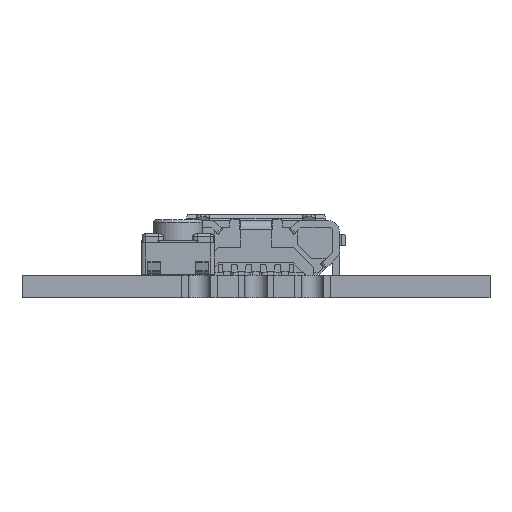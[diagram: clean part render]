
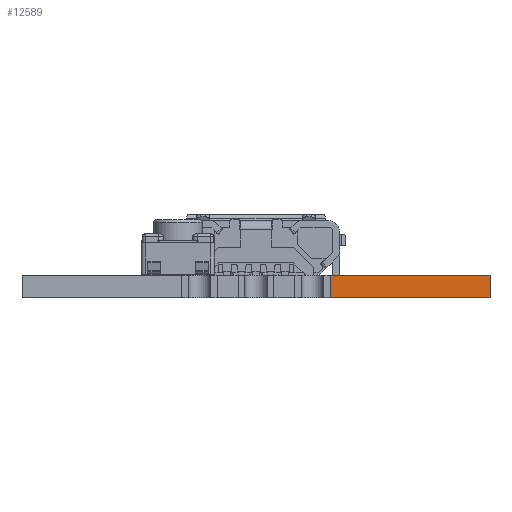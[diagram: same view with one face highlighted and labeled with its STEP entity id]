
A CAD part, front view. The second image highlights one B-rep face of the part: STEP entity #12589.
In plain terms, the highlighted planar face has unit normal (0, -1, 0).
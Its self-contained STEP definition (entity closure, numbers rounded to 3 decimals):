
#7768 = VERTEX_POINT('',#7769);
#7769 = CARTESIAN_POINT('',(3.34,-25.507,1.));
#7775 = EDGE_CURVE('',#7768,#7776,#7778,.T.);
#7776 = VERTEX_POINT('',#7777);
#7777 = CARTESIAN_POINT('',(10.5,-25.507,1.));
#7778 = LINE('',#7779,#7780);
#7779 = CARTESIAN_POINT('',(-10.5,-25.507,1.));
#7780 = VECTOR('',#7781,1.);
#7781 = DIRECTION('',(1.,0.,0.));
#10361 = EDGE_CURVE('',#10362,#7776,#10364,.T.);
#10362 = VERTEX_POINT('',#10363);
#10363 = CARTESIAN_POINT('',(10.5,-25.507,0.));
#10364 = LINE('',#10365,#10366);
#10365 = CARTESIAN_POINT('',(10.5,-25.507,0.));
#10366 = VECTOR('',#10367,1.);
#10367 = DIRECTION('',(0.,0.,1.));
#12548 = VERTEX_POINT('',#12549);
#12549 = CARTESIAN_POINT('',(3.34,-25.507,0.));
#12555 = EDGE_CURVE('',#7768,#12548,#12556,.T.);
#12556 = LINE('',#12557,#12558);
#12557 = CARTESIAN_POINT('',(3.34,-25.507,0.));
#12558 = VECTOR('',#12559,1.);
#12559 = DIRECTION('',(0.,0.,-1.));
#12589 = ADVANCED_FACE('',(#12590),#12601,.T.);
#12590 = FACE_BOUND('',#12591,.T.);
#12591 = EDGE_LOOP('',(#12592,#12593,#12599,#12600));
#12592 = ORIENTED_EDGE('',*,*,#12555,.T.);
#12593 = ORIENTED_EDGE('',*,*,#12594,.T.);
#12594 = EDGE_CURVE('',#12548,#10362,#12595,.T.);
#12595 = LINE('',#12596,#12597);
#12596 = CARTESIAN_POINT('',(-10.5,-25.507,0.));
#12597 = VECTOR('',#12598,1.);
#12598 = DIRECTION('',(1.,0.,0.));
#12599 = ORIENTED_EDGE('',*,*,#10361,.T.);
#12600 = ORIENTED_EDGE('',*,*,#7775,.F.);
#12601 = PLANE('',#12602);
#12602 = AXIS2_PLACEMENT_3D('',#12603,#12604,#12605);
#12603 = CARTESIAN_POINT('',(-10.5,-25.507,0.));
#12604 = DIRECTION('',(0.,-1.,0.));
#12605 = DIRECTION('',(1.,0.,0.));
